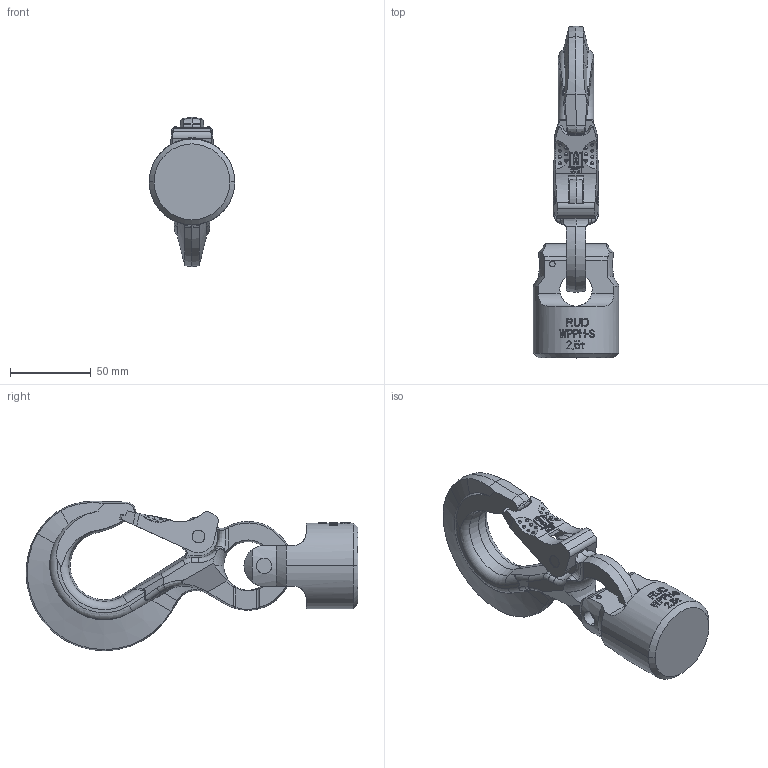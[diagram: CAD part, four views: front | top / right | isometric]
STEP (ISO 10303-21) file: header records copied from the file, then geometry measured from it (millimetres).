
FILE_DESCRIPTION((''),'2;1');
FILE_NAME('001-M31442-P23_ASM','2004-10-11T',('Haas'),(''),'PRO/ENGINEER BY PARAMETRIC TECHNOLOGY CORPORATION, 2003450','PRO/ENGINEER BY PARAMETRIC TECHNOLOGY CORPORATION, 2003450','');
FILE_SCHEMA(('CONFIG_CONTROL_DESIGN'));
Length unit declared in the file: millimetre
Products named in the file (5): 001-M31442-023; 001-M13022-001; 001-M31177-001; 001-M13022-002_ASM; 001-M31442-P23_ASM
Assembly tree (4 placements, depth 3):
  001-M31442-P23_ASM
    001-M31442-023
    001-M13022-002_ASM
      001-M13022-001
      001-M31177-001
Bounding box: 53 x 205.3 x 92.48 mm (x, y, z)
Volume: 214846.8 mm3; surface area: 44692.4 mm2
Topology: 3 solids, 3 shells, 747 faces, 2078 edges, 1352 vertices
Faces by surface type: plane 530, cylinder 103, cone 40, sphere 32, bspline 24, torus 18
Entity records: 25946 total; most frequent: CARTESIAN_POINT 7722, ORIENTED_EDGE 4100, DIRECTION 3293, EDGE_CURVE 2050, VERTEX_POINT 1352, AXIS2_PLACEMENT_3D 1107, VECTOR 1079, LINE 1079
